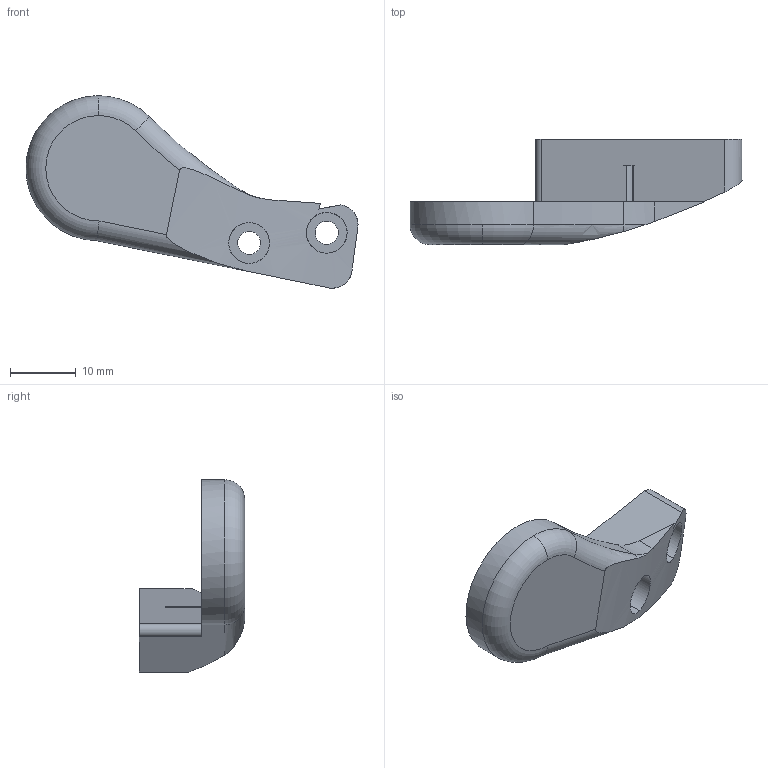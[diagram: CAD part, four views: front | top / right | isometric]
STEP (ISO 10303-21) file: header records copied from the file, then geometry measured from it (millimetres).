
FILE_DESCRIPTION (( 'STEP AP214' ), '1' );
FILE_NAME ('shin_stabilizer_right_x2.STEP', '2021-05-02T04:48:13', ( '' ), ( '' ), 'SwSTEP 2.0', 'SolidWorks 2019', '' );
FILE_SCHEMA (( 'AUTOMOTIVE_DESIGN' ));
Length unit declared in the file: millimetre
Products named in the file (1): shin_stabilizer_right_x2
Bounding box: 50.42 x 16 x 29.21 mm (x, y, z)
Volume: 4029.2 mm3; surface area: 3332.7 mm2
Topology: 1 solids, 1 shells, 37 faces, 96 edges, 63 vertices
Faces by surface type: cylinder 21, plane 11, torus 5
Entity records: 1398 total; most frequent: CARTESIAN_POINT 435, DIRECTION 199, ORIENTED_EDGE 192, EDGE_CURVE 96, AXIS2_PLACEMENT_3D 81, VERTEX_POINT 63, EDGE_LOOP 45, CIRCLE 43
